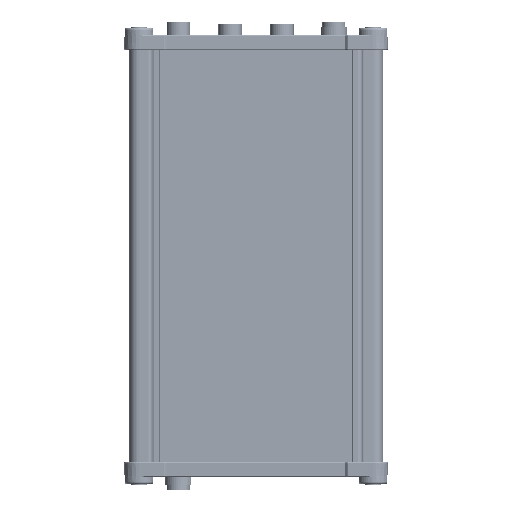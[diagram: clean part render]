
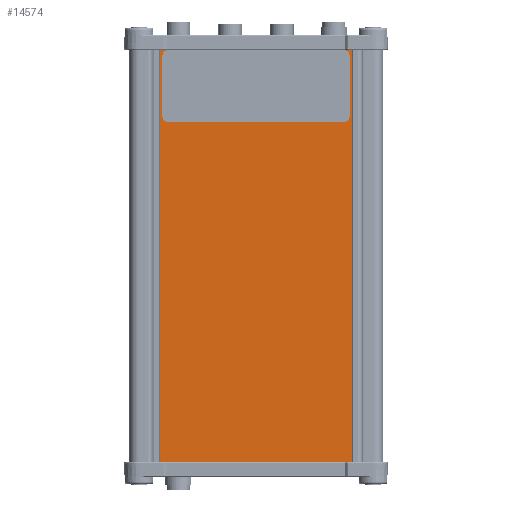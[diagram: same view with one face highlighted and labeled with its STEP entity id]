
A CAD part, front view. The second image highlights one B-rep face of the part: STEP entity #14574.
In plain terms, the highlighted planar face has unit normal (0, -1, 0).
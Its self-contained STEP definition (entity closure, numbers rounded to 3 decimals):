
#1410=DIRECTION('',(1.,0.,0.));
#1411=VECTOR('',#1410,79.4);
#1412=CARTESIAN_POINT('',(-39.7,-27.,87.5));
#1413=LINE('',#1412,#1411);
#3234=DIRECTION('',(1.,0.,0.));
#3235=VECTOR('',#3234,79.4);
#3236=CARTESIAN_POINT('',(-39.7,-27.,-87.5));
#3237=LINE('',#3236,#3235);
#6179=DIRECTION('',(0.,0.,1.));
#6180=VECTOR('',#6179,175.);
#6181=CARTESIAN_POINT('',(-39.7,-27.,-87.5));
#6182=LINE('',#6181,#6180);
#6186=DIRECTION('',(0.,0.,-1.));
#6187=VECTOR('',#6186,175.);
#6188=CARTESIAN_POINT('',(39.7,-27.,87.5));
#6189=LINE('',#6188,#6187);
#8082=CARTESIAN_POINT('',(-39.7,-27.,-87.5));
#8083=CARTESIAN_POINT('',(-39.7,-27.,87.5));
#8084=VERTEX_POINT('',#8082);
#8085=VERTEX_POINT('',#8083);
#8090=CARTESIAN_POINT('',(39.7,-27.,87.5));
#8091=CARTESIAN_POINT('',(39.7,-27.,-87.5));
#8092=VERTEX_POINT('',#8090);
#8093=VERTEX_POINT('',#8091);
#14562=CARTESIAN_POINT('',(0.,-27.,87.5));
#14563=DIRECTION('',(0.,-1.,0.));
#14564=DIRECTION('',(1.,0.,0.));
#14565=AXIS2_PLACEMENT_3D('',#14562,#14563,#14564);
#14566=PLANE('',#14565);
#14567=ORIENTED_EDGE('',*,*,#14542,.T.);
#14568=ORIENTED_EDGE('',*,*,#8837,.T.);
#14570=ORIENTED_EDGE('',*,*,#14569,.T.);
#14571=ORIENTED_EDGE('',*,*,#9605,.F.);
#14572=EDGE_LOOP('',(#14567,#14568,#14570,#14571));
#14573=FACE_OUTER_BOUND('',#14572,.F.);
#8837=EDGE_CURVE('',#8085,#8092,#1413,.T.);
#9605=EDGE_CURVE('',#8084,#8093,#3237,.T.);
#14542=EDGE_CURVE('',#8084,#8085,#6182,.T.);
#14569=EDGE_CURVE('',#8092,#8093,#6189,.T.);
#14574=ADVANCED_FACE('',(#14573),#14566,.T.);
